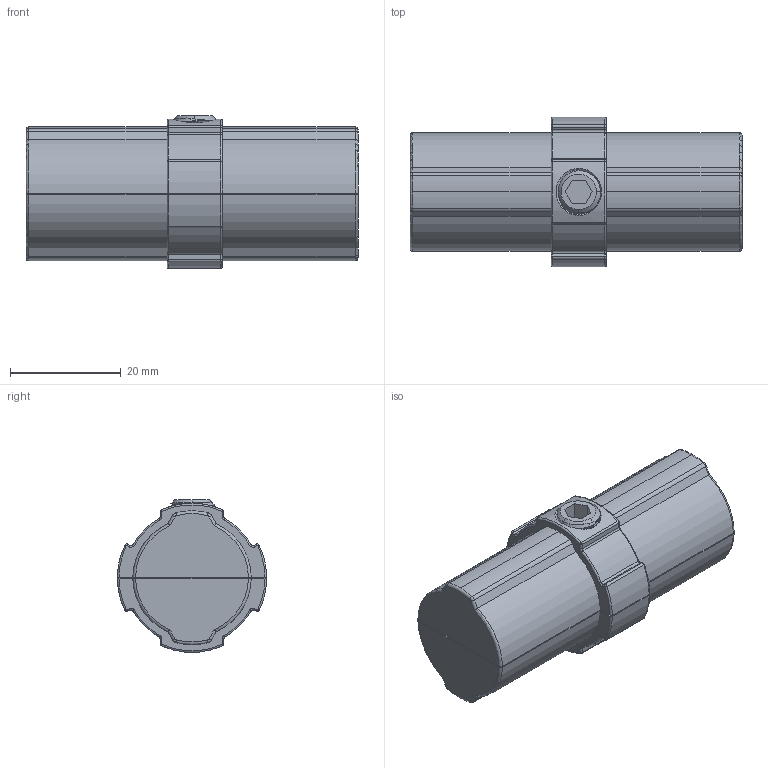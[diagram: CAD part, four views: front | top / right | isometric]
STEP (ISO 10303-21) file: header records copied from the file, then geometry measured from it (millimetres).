
FILE_DESCRIPTION (( 'STEP AP214' ), '1' );
FILE_NAME ('B400 Ëèíåéíûé ñîåäèíèòåëü òðóáíûõ ïðîôèëåé Ô28 âíóòðåííèé.STEP', '2024-01-29T14:57:51', ( '' ), ( '' ), 'SwSTEP 2.0', 'SolidWorks 2022', '' );
FILE_SCHEMA (( 'AUTOMOTIVE_DESIGN' ));
Length unit declared in the file: millimetre
Products named in the file (1): B400 Линейный соединитель трубных профилей Ф28 внутренний
Bounding box: 60 x 27 x 27.55 mm (x, y, z)
Volume: 16265.3 mm3; surface area: 12390.1 mm2
Topology: 3 solids, 3 shells, 465 faces, 1187 edges, 738 vertices
Faces by surface type: cylinder 175, bspline 112, plane 88, torus 52, cone 30, sphere 8
Entity records: 30545 total; most frequent: CARTESIAN_POINT 15187, ORIENTED_EDGE 2366, DIRECTION 1817, EDGE_CURVE 1183, VERTEX_POINT 738, AXIS2_PLACEMENT_3D 717, EDGE_LOOP 481, UNCERTAINTY_MEASURE_WITH_UNIT 470
